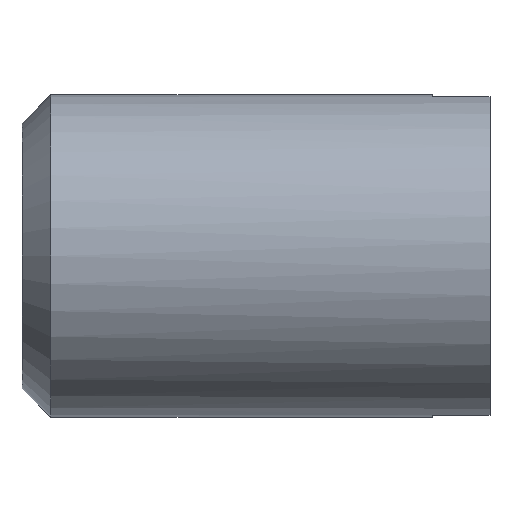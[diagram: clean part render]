
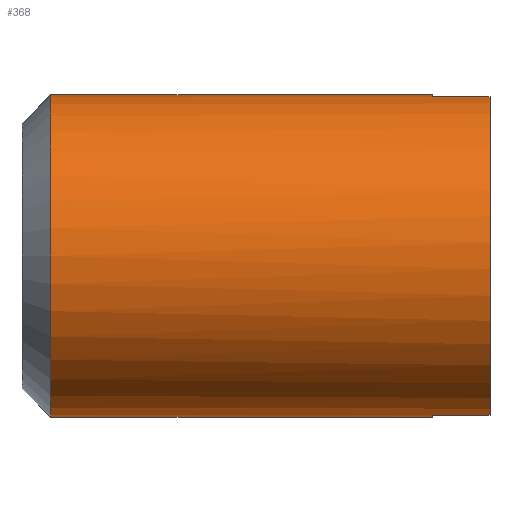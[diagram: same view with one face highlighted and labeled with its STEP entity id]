
A CAD part, left-side view. The second image highlights one B-rep face of the part: STEP entity #368.
In plain terms, the highlighted cylindrical face has radius 7 mm (diameter 14 mm), a partial arc.
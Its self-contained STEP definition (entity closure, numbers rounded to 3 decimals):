
#29 = VECTOR ( 'NONE', #271, 1000. ) ;
#43 = CARTESIAN_POINT ( 'NONE',  ( 0., 19.05, -7. ) ) ;
#52 = CARTESIAN_POINT ( 'NONE',  ( 0., 20.3, -7. ) ) ;
#71 = ORIENTED_EDGE ( 'NONE', *, *, #618, .T. ) ;
#76 = AXIS2_PLACEMENT_3D ( 'NONE', #428, #421, #419 ) ;
#113 = CARTESIAN_POINT ( 'NONE',  ( 0., 19.05, 7. ) ) ;
#118 = ORIENTED_EDGE ( 'NONE', *, *, #275, .F. ) ;
#119 = AXIS2_PLACEMENT_3D ( 'NONE', #247, #246, #244 ) ;
#155 = VERTEX_POINT ( 'NONE', #113 ) ;
#168 = VERTEX_POINT ( 'NONE', #324 ) ;
#172 = ORIENTED_EDGE ( 'NONE', *, *, #659, .F. ) ;
#203 = VERTEX_POINT ( 'NONE', #434 ) ;
#214 = VECTOR ( 'NONE', #483, 1000. ) ;
#217 = DIRECTION ( 'NONE',  ( 0., 0., 1. ) ) ;
#220 = DIRECTION ( 'NONE',  ( 0., -1., 0. ) ) ;
#231 = CARTESIAN_POINT ( 'NONE',  ( 0., 19.05, 0. ) ) ;
#233 = DIRECTION ( 'NONE',  ( 0., 1., 0. ) ) ;
#234 = CARTESIAN_POINT ( 'NONE',  ( -1.15, 20.3, 6.905 ) ) ;
#243 = LINE ( 'NONE', #234, #537 ) ;
#244 = DIRECTION ( 'NONE',  ( 0., 0., 1. ) ) ;
#245 = CARTESIAN_POINT ( 'NONE',  ( 0., 2.5, 0. ) ) ;
#246 = DIRECTION ( 'NONE',  ( 0., 1., 0. ) ) ;
#247 = CARTESIAN_POINT ( 'NONE',  ( 0., 0., 0. ) ) ;
#253 = AXIS2_PLACEMENT_3D ( 'NONE', #645, #641, #636 ) ;
#257 = VECTOR ( 'NONE', #312, 1000. ) ;
#265 = DIRECTION ( 'NONE',  ( 0., 0., -1. ) ) ;
#271 = DIRECTION ( 'NONE',  ( 0., -1., 0. ) ) ;
#275 = EDGE_CURVE ( 'NONE', #155, #168, #480, .T. ) ;
#297 = EDGE_CURVE ( 'NONE', #345, #448, #590, .T. ) ;
#312 = DIRECTION ( 'NONE',  ( 0., -1., 0. ) ) ;
#313 = CARTESIAN_POINT ( 'NONE',  ( -1.15, 20.3, -6.905 ) ) ;
#315 = LINE ( 'NONE', #313, #257 ) ;
#324 = CARTESIAN_POINT ( 'NONE',  ( 0., 2.5, 7. ) ) ;
#335 = CARTESIAN_POINT ( 'NONE',  ( 0., 20.3, 7. ) ) ;
#345 = VERTEX_POINT ( 'NONE', #43 ) ;
#367 = ORIENTED_EDGE ( 'NONE', *, *, #697, .T. ) ;
#368 = ADVANCED_FACE ( 'NONE', ( #547 ), #650, .T. ) ;
#378 = CIRCLE ( 'NONE', #76, 7. ) ;
#379 = CARTESIAN_POINT ( 'NONE',  ( -1.15, 2.5, 6.905 ) ) ;
#385 = DIRECTION ( 'NONE',  ( 0., -1., 0. ) ) ;
#419 = DIRECTION ( 'NONE',  ( 0., 0., -1. ) ) ;
#421 = DIRECTION ( 'NONE',  ( 0., -1., 0. ) ) ;
#424 = AXIS2_PLACEMENT_3D ( 'NONE', #245, #385, #265 ) ;
#428 = CARTESIAN_POINT ( 'NONE',  ( 0., 2.5, 0. ) ) ;
#434 = CARTESIAN_POINT ( 'NONE',  ( -1.15, 0., -6.905 ) ) ;
#435 = VERTEX_POINT ( 'NONE', #615 ) ;
#448 = VERTEX_POINT ( 'NONE', #569 ) ;
#452 = CIRCLE ( 'NONE', #119, 7. ) ;
#464 = VERTEX_POINT ( 'NONE', #489 ) ;
#480 = LINE ( 'NONE', #335, #29 ) ;
#483 = DIRECTION ( 'NONE',  ( 0., -1., 0. ) ) ;
#489 = CARTESIAN_POINT ( 'NONE',  ( -1.15, 2.5, -6.905 ) ) ;
#513 = EDGE_CURVE ( 'NONE', #464, #448, #378, .T. ) ;
#530 = ORIENTED_EDGE ( 'NONE', *, *, #297, .T. ) ;
#534 = AXIS2_PLACEMENT_3D ( 'NONE', #231, #220, #217 ) ;
#537 = VECTOR ( 'NONE', #233, 1000. ) ;
#547 = FACE_OUTER_BOUND ( 'NONE', #667, .T. ) ;
#564 = VERTEX_POINT ( 'NONE', #379 ) ;
#569 = CARTESIAN_POINT ( 'NONE',  ( 0., 2.5, -7. ) ) ;
#590 = LINE ( 'NONE', #52, #214 ) ;
#595 = ORIENTED_EDGE ( 'NONE', *, *, #689, .T. ) ;
#615 = CARTESIAN_POINT ( 'NONE',  ( -1.15, 0., 6.905 ) ) ;
#618 = EDGE_CURVE ( 'NONE', #464, #203, #315, .T. ) ;
#626 = ORIENTED_EDGE ( 'NONE', *, *, #702, .T. ) ;
#627 = ORIENTED_EDGE ( 'NONE', *, *, #513, .F. ) ;
#636 = DIRECTION ( 'NONE',  ( 0., 0., -1. ) ) ;
#641 = DIRECTION ( 'NONE',  ( 0., -1., 0. ) ) ;
#645 = CARTESIAN_POINT ( 'NONE',  ( 0., 20.3, 0. ) ) ;
#650 = CYLINDRICAL_SURFACE ( 'NONE', #253, 7. ) ;
#656 = CIRCLE ( 'NONE', #424, 7. ) ;
#659 = EDGE_CURVE ( 'NONE', #168, #564, #656, .T. ) ;
#667 = EDGE_LOOP ( 'NONE', ( #118, #626, #530, #627, #71, #595, #367, #172 ) ) ;
#689 = EDGE_CURVE ( 'NONE', #203, #435, #452, .T. ) ;
#696 = CIRCLE ( 'NONE', #534, 7. ) ;
#697 = EDGE_CURVE ( 'NONE', #435, #564, #243, .T. ) ;
#702 = EDGE_CURVE ( 'NONE', #155, #345, #696, .T. ) ;
